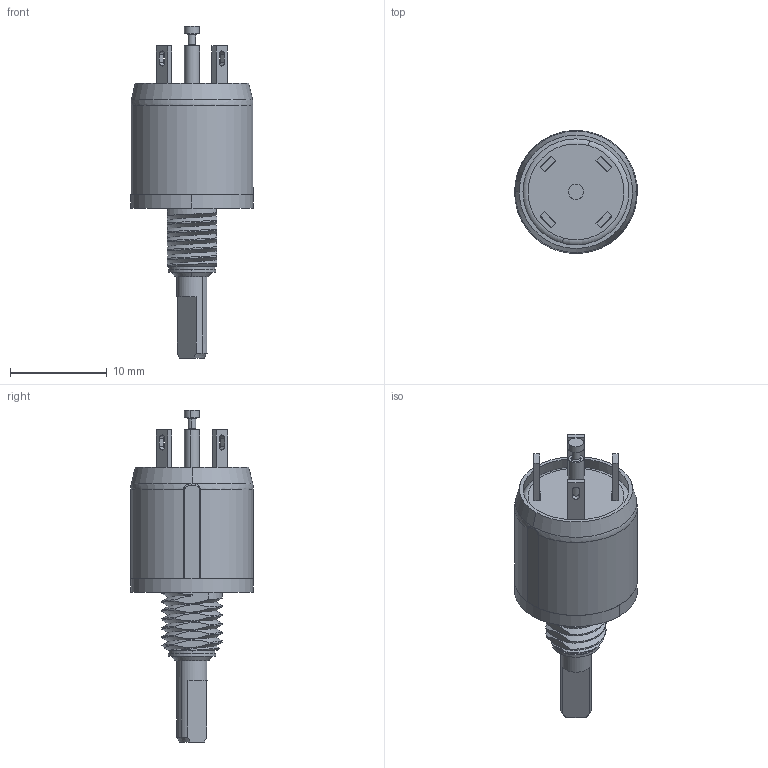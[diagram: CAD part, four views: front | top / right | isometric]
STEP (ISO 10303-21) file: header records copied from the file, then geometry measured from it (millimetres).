
FILE_DESCRIPTION((''),'2;1');
FILE_NAME('50D90-01-1-AJN_SW0001','2019-02-14T',('jjanota'),(''),'PRO/ENGINEER BY PARAMETRIC TECHNOLOGY CORPORATION, 2016100','PRO/ENGINEER BY PARAMETRIC TECHNOLOGY CORPORATION, 2016100','');
FILE_SCHEMA(('CONFIG_CONTROL_DESIGN'));
Length unit declared in the file: inch
Products named in the file (1): 50D90-01-1-AJN_SW0001
Bounding box: 12.71 x 12.7 x 34.34 mm (x, y, z)
Surface area: 1333.2 mm2 (no closed solid volume)
Topology: 0 solids, 13 shells, 129 faces, 357 edges, 243 vertices
Faces by surface type: plane 57, cylinder 44, cone 12, bspline 8, torus 8
Entity records: 6289 total; most frequent: CARTESIAN_POINT 3048, ORIENTED_EDGE 639, DIRECTION 633, EDGE_CURVE 357, VERTEX_POINT 243, AXIS2_PLACEMENT_3D 231, VECTOR 171, LINE 171
